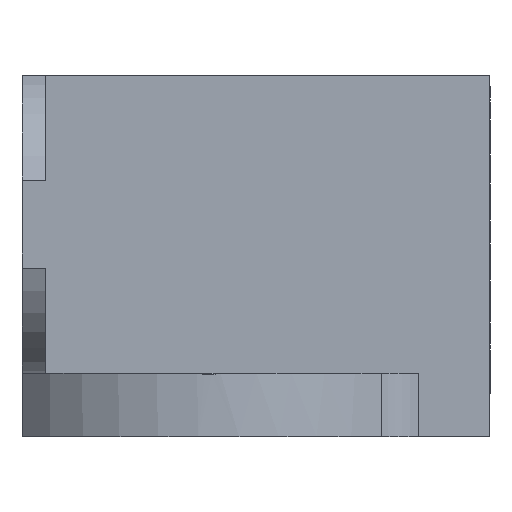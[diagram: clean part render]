
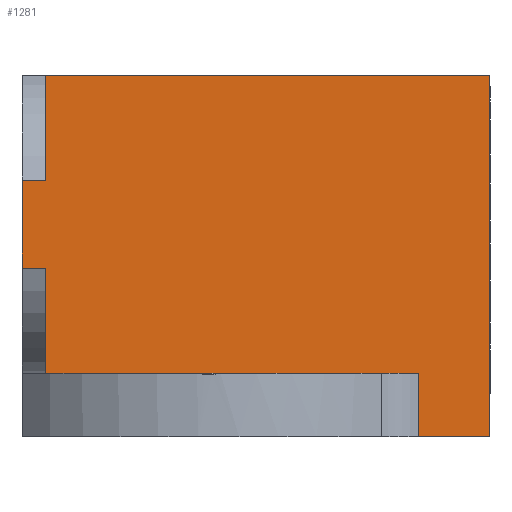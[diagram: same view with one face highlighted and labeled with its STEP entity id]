
A CAD part, front view. The second image highlights one B-rep face of the part: STEP entity #1281.
In plain terms, the highlighted planar face has unit normal (0, -1, 0).
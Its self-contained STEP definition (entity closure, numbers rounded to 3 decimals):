
#4 = VERTEX_POINT ( 'NONE', #1516 ) ;
#8 = CARTESIAN_POINT ( 'NONE',  ( 35.341, -18.7, 45.4 ) ) ;
#10 = CARTESIAN_POINT ( 'NONE',  ( -23.459, -18.7, 21.172 ) ) ;
#36 = DIRECTION ( 'NONE',  ( 0., 0., -1. ) ) ;
#69 = CARTESIAN_POINT ( 'NONE',  ( 26.34, -18.7, 0. ) ) ;
#137 = DIRECTION ( 'NONE',  ( 0., 0., 1. ) ) ;
#152 = VERTEX_POINT ( 'NONE', #463 ) ;
#175 = ORIENTED_EDGE ( 'NONE', *, *, #1037, .F. ) ;
#203 = CARTESIAN_POINT ( 'NONE',  ( 35.341, -18.7, 8. ) ) ;
#221 = VECTOR ( 'NONE', #36, 1000. ) ;
#222 = CARTESIAN_POINT ( 'NONE',  ( -20.459, -18.7, 21.172 ) ) ;
#250 = EDGE_CURVE ( 'NONE', #1172, #4, #1973, .T. ) ;
#283 = DIRECTION ( 'NONE',  ( -1., 0., 0. ) ) ;
#291 = VERTEX_POINT ( 'NONE', #222 ) ;
#299 = DIRECTION ( 'NONE',  ( 0., -1., 0. ) ) ;
#307 = VERTEX_POINT ( 'NONE', #10 ) ;
#321 = DIRECTION ( 'NONE',  ( 0., 0., -1. ) ) ;
#390 = ORIENTED_EDGE ( 'NONE', *, *, #621, .T. ) ;
#405 = VECTOR ( 'NONE', #1435, 1000. ) ;
#409 = AXIS2_PLACEMENT_3D ( 'NONE', #2301, #299, #321 ) ;
#462 = EDGE_LOOP ( 'NONE', ( #1342, #2004, #1520, #1832, #175, #1414, #2079, #639, #390, #1778 ) ) ;
#463 = CARTESIAN_POINT ( 'NONE',  ( 35.341, -18.7, 0. ) ) ;
#469 = CARTESIAN_POINT ( 'NONE',  ( -23.459, -18.7, 32.228 ) ) ;
#490 = CARTESIAN_POINT ( 'NONE',  ( -23.459, -18.7, 45.4 ) ) ;
#499 = CARTESIAN_POINT ( 'NONE',  ( 35.341, -18.7, 45.4 ) ) ;
#504 = VERTEX_POINT ( 'NONE', #499 ) ;
#563 = CARTESIAN_POINT ( 'NONE',  ( -20.459, -18.7, 32.228 ) ) ;
#621 = EDGE_CURVE ( 'NONE', #307, #291, #1013, .T. ) ;
#639 = ORIENTED_EDGE ( 'NONE', *, *, #1667, .F. ) ;
#709 = CARTESIAN_POINT ( 'NONE',  ( -20.459, -18.7, 8. ) ) ;
#834 = DIRECTION ( 'NONE',  ( 1., 0., 0. ) ) ;
#899 = EDGE_CURVE ( 'NONE', #967, #1942, #1689, .T. ) ;
#928 = VECTOR ( 'NONE', #834, 1000. ) ;
#947 = DIRECTION ( 'NONE',  ( 1., 0., 0. ) ) ;
#967 = VERTEX_POINT ( 'NONE', #1193 ) ;
#1006 = VERTEX_POINT ( 'NONE', #469 ) ;
#1008 = DIRECTION ( 'NONE',  ( 0., 0., 1. ) ) ;
#1012 = CARTESIAN_POINT ( 'NONE',  ( -20.459, -18.7, 32.228 ) ) ;
#1013 = LINE ( 'NONE', #1740, #928 ) ;
#1037 = EDGE_CURVE ( 'NONE', #4, #504, #2354, .T. ) ;
#1080 = CARTESIAN_POINT ( 'NONE',  ( 23.459, -18.7, 0. ) ) ;
#1090 = VECTOR ( 'NONE', #1462, 1000. ) ;
#1139 = VERTEX_POINT ( 'NONE', #709 ) ;
#1172 = VERTEX_POINT ( 'NONE', #1623 ) ;
#1190 = CARTESIAN_POINT ( 'NONE',  ( 35.341, -18.7, 0. ) ) ;
#1193 = CARTESIAN_POINT ( 'NONE',  ( 26.34, -18.7, 8. ) ) ;
#1204 = VECTOR ( 'NONE', #1008, 1000. ) ;
#1281 = ADVANCED_FACE ( 'NONE', ( #1712 ), #1739, .T. ) ;
#1314 = VECTOR ( 'NONE', #1598, 1000. ) ;
#1342 = ORIENTED_EDGE ( 'NONE', *, *, #1395, .T. ) ;
#1346 = EDGE_CURVE ( 'NONE', #1172, #1006, #1360, .T. ) ;
#1349 = VECTOR ( 'NONE', #283, 1000. ) ;
#1360 = LINE ( 'NONE', #1012, #1349 ) ;
#1395 = EDGE_CURVE ( 'NONE', #1139, #967, #1600, .T. ) ;
#1414 = ORIENTED_EDGE ( 'NONE', *, *, #250, .F. ) ;
#1435 = DIRECTION ( 'NONE',  ( 0., 0., 1. ) ) ;
#1440 = LINE ( 'NONE', #1080, #1090 ) ;
#1462 = DIRECTION ( 'NONE',  ( 1., 0., 0. ) ) ;
#1475 = DIRECTION ( 'NONE',  ( 0., 0., -1. ) ) ;
#1516 = CARTESIAN_POINT ( 'NONE',  ( -20.459, -18.7, 45.4 ) ) ;
#1520 = ORIENTED_EDGE ( 'NONE', *, *, #2084, .T. ) ;
#1554 = LINE ( 'NONE', #1190, #1204 ) ;
#1598 = DIRECTION ( 'NONE',  ( 1., 0., 0. ) ) ;
#1600 = LINE ( 'NONE', #203, #1919 ) ;
#1605 = CARTESIAN_POINT ( 'NONE',  ( 26.34, -18.7, 0. ) ) ;
#1623 = CARTESIAN_POINT ( 'NONE',  ( -20.459, -18.7, 32.228 ) ) ;
#1630 = LINE ( 'NONE', #2173, #2229 ) ;
#1667 = EDGE_CURVE ( 'NONE', #307, #1006, #1773, .T. ) ;
#1689 = LINE ( 'NONE', #69, #221 ) ;
#1712 = FACE_OUTER_BOUND ( 'NONE', #462, .T. ) ;
#1739 = PLANE ( 'NONE',  #409 ) ;
#1740 = CARTESIAN_POINT ( 'NONE',  ( -23.459, -18.7, 21.172 ) ) ;
#1773 = LINE ( 'NONE', #490, #2071 ) ;
#1778 = ORIENTED_EDGE ( 'NONE', *, *, #1847, .T. ) ;
#1832 = ORIENTED_EDGE ( 'NONE', *, *, #2017, .T. ) ;
#1847 = EDGE_CURVE ( 'NONE', #291, #1139, #1630, .T. ) ;
#1919 = VECTOR ( 'NONE', #947, 1000. ) ;
#1942 = VERTEX_POINT ( 'NONE', #1605 ) ;
#1973 = LINE ( 'NONE', #563, #405 ) ;
#2004 = ORIENTED_EDGE ( 'NONE', *, *, #899, .T. ) ;
#2017 = EDGE_CURVE ( 'NONE', #152, #504, #1554, .T. ) ;
#2071 = VECTOR ( 'NONE', #137, 1000. ) ;
#2079 = ORIENTED_EDGE ( 'NONE', *, *, #1346, .T. ) ;
#2084 = EDGE_CURVE ( 'NONE', #1942, #152, #1440, .T. ) ;
#2173 = CARTESIAN_POINT ( 'NONE',  ( -20.459, -18.7, 45.4 ) ) ;
#2229 = VECTOR ( 'NONE', #1475, 1000. ) ;
#2301 = CARTESIAN_POINT ( 'NONE',  ( 23.459, -18.7, 0. ) ) ;
#2354 = LINE ( 'NONE', #8, #1314 ) ;
